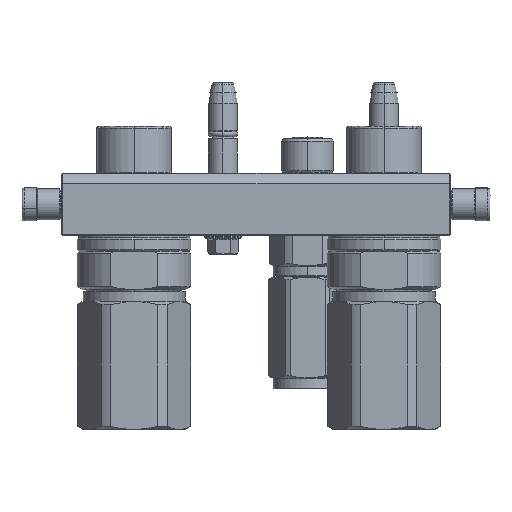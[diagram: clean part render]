
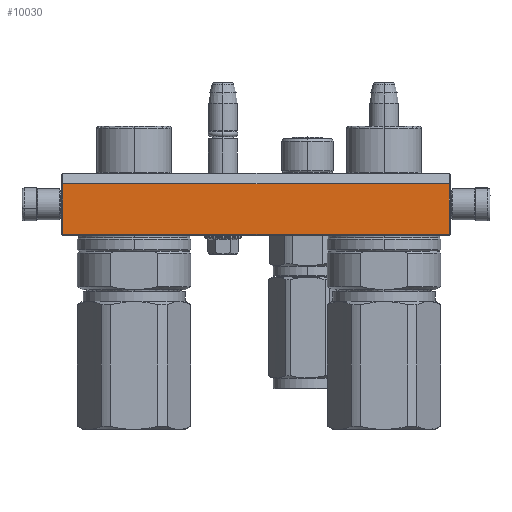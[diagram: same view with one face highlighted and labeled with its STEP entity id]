
A CAD part, left-side view. The second image highlights one B-rep face of the part: STEP entity #10030.
In plain terms, the highlighted face is planar.
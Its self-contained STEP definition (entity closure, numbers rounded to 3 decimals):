
#212 = CARTESIAN_POINT ( 'NONE',  ( 93.5, 5., -45. ) ) ;
#2718 = EDGE_CURVE ( 'NONE', #51176, #25197, #28804, .T. ) ;
#4204 = VECTOR ( 'NONE', #53672, 1000. ) ;
#6820 = EDGE_CURVE ( 'NONE', #51176, #47905, #15834, .T. ) ;
#10030 = ADVANCED_FACE ( 'NONE', ( #13204 ), #41664, .T. ) ;
#13204 = FACE_OUTER_BOUND ( 'NONE', #13819, .T. ) ;
#13819 = EDGE_LOOP ( 'NONE', ( #14569, #34191, #58133, #36927 ) ) ;
#14569 = ORIENTED_EDGE ( 'NONE', *, *, #52831, .T. ) ;
#14952 = CARTESIAN_POINT ( 'NONE',  ( 93.5, 5., -45. ) ) ;
#15502 = LINE ( 'NONE', #52804, #50711 ) ;
#15834 = LINE ( 'NONE', #39456, #19385 ) ;
#19385 = VECTOR ( 'NONE', #20545, 1000. ) ;
#20292 = CARTESIAN_POINT ( 'NONE',  ( 93.5, 29.5, -45. ) ) ;
#20545 = DIRECTION ( 'NONE',  ( -1., 0., 0. ) ) ;
#21863 = DIRECTION ( 'NONE',  ( 0., 1., 0. ) ) ;
#22175 = AXIS2_PLACEMENT_3D ( 'NONE', #41857, #28399, #46637 ) ;
#25197 = VERTEX_POINT ( 'NONE', #20292 ) ;
#25291 = DIRECTION ( 'NONE',  ( -1., 0., 0. ) ) ;
#28399 = DIRECTION ( 'NONE',  ( 0., 0., -1. ) ) ;
#28804 = LINE ( 'NONE', #212, #34568 ) ;
#29261 = CARTESIAN_POINT ( 'NONE',  ( -93.5, 29.5, -45. ) ) ;
#34191 = ORIENTED_EDGE ( 'NONE', *, *, #42905, .F. ) ;
#34568 = VECTOR ( 'NONE', #21863, 1000. ) ;
#36927 = ORIENTED_EDGE ( 'NONE', *, *, #6820, .T. ) ;
#39456 = CARTESIAN_POINT ( 'NONE',  ( 93.5, 5., -45. ) ) ;
#40078 = LINE ( 'NONE', #53472, #4204 ) ;
#41664 = PLANE ( 'NONE',  #22175 ) ;
#41857 = CARTESIAN_POINT ( 'NONE',  ( 94., 0., -45. ) ) ;
#42905 = EDGE_CURVE ( 'NONE', #25197, #43362, #15502, .T. ) ;
#43362 = VERTEX_POINT ( 'NONE', #29261 ) ;
#46637 = DIRECTION ( 'NONE',  ( -1., 0., 0. ) ) ;
#47905 = VERTEX_POINT ( 'NONE', #54935 ) ;
#50711 = VECTOR ( 'NONE', #25291, 1000. ) ;
#51176 = VERTEX_POINT ( 'NONE', #14952 ) ;
#52804 = CARTESIAN_POINT ( 'NONE',  ( 93.5, 29.5, -45. ) ) ;
#52831 = EDGE_CURVE ( 'NONE', #47905, #43362, #40078, .T. ) ;
#53472 = CARTESIAN_POINT ( 'NONE',  ( -93.5, 5., -45. ) ) ;
#53672 = DIRECTION ( 'NONE',  ( 0., 1., 0. ) ) ;
#54935 = CARTESIAN_POINT ( 'NONE',  ( -93.5, 5., -45. ) ) ;
#58133 = ORIENTED_EDGE ( 'NONE', *, *, #2718, .F. ) ;
